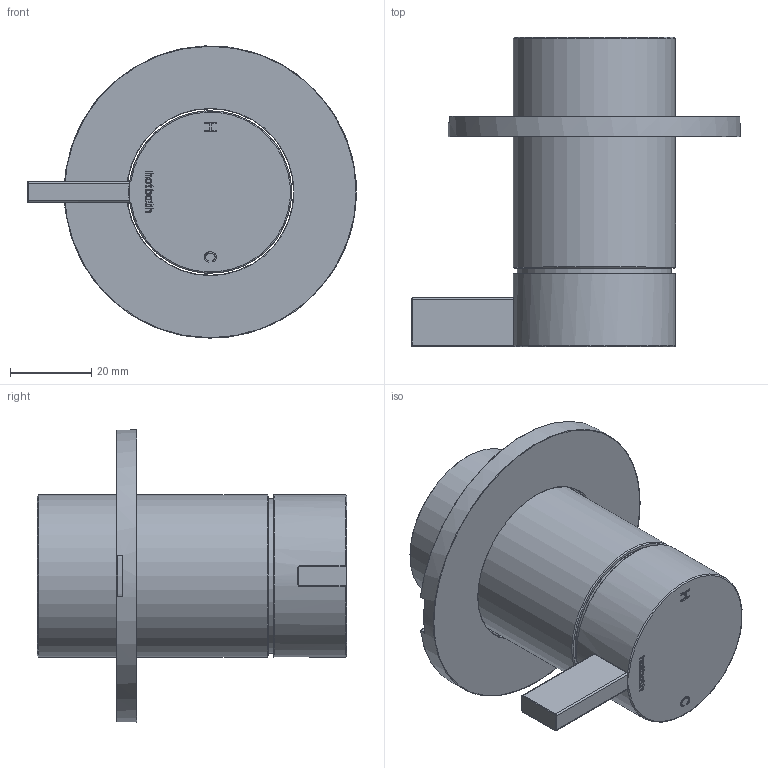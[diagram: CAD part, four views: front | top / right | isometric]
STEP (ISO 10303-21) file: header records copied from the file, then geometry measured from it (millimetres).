
FILE_DESCRIPTION(/* description */ ('Unknown'),/* implementation_level */ '2;1');
FILE_NAME(/* name */ 'AF031',/* time_stamp */ '2023-02-24T10:29:36+01:00',/* author */ ('Unknown'),/* organization */ ('Unknown'),/* preprocessor_version */ 'ST-DEVELOPER v18.102',/* originating_system */ 'Solid Edge',/* authorisation */ 'Unknown');
FILE_SCHEMA (('AUTOMOTIVE_DESIGN {1 0 10303 214 3 1 1}'));
Length unit declared in the file: millimetre
Products named in the file (7): AF031EXT-00; ABIX604C001_AF0; SCCBSC0002; AF031-001_oa_0; ABIX005C010 PER 083; ABIX005C013; SRSBSC0001
Assembly tree (6 placements, depth 3):
  AF031EXT-00
    ABIX604C001_AF0
    SCCBSC0002
    AF031-001_oa_0
      ABIX005C010 PER 083
      ABIX005C013
    SRSBSC0001
Bounding box: 80.97 x 76.2 x 71.95 mm (x, y, z)
Volume: 33806 mm3; surface area: 33315.5 mm2
Topology: 5 solids, 5 shells, 266 faces, 675 edges, 436 vertices
Faces by surface type: plane 126, cylinder 57, bspline 44, torus 20, cone 17, sphere 2
Full cylindrical faces by diameter (mm): 2.5 x2, 3.2 x1, 34.5 x1, 35.7 x1, 36 x1, 37.3 x2, 37.4 x1, 37.6 x2, 38 x1, 40 x2, 41 x2, 44.8 x1, 50 x1, 69.5 x1, 72 x1
Entity records: 9546 total; most frequent: CARTESIAN_POINT 2193, ORIENTED_EDGE 1210, DIRECTION 1105, EDGE_CURVE 605, VERTEX_POINT 411, AXIS2_PLACEMENT_3D 386, EDGE_LOOP 338, FACE_BOUND 338
